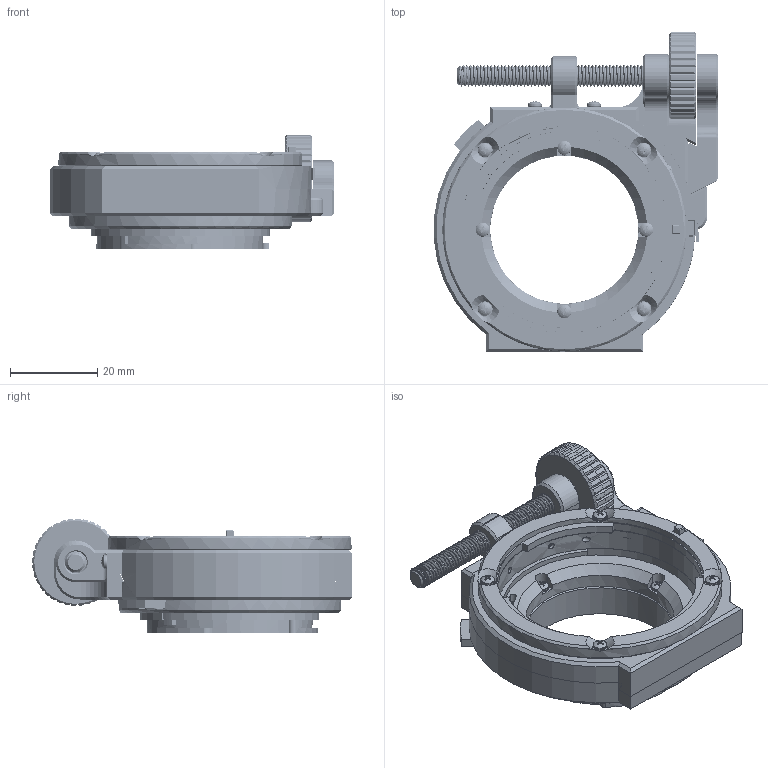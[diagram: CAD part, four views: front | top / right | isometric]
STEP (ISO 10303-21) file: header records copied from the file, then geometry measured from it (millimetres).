
FILE_DESCRIPTION(/* description */ (''),/* implementation_level */ '2;1');
FILE_NAME(/* name */ 'shiftAdapter_NIKF_PENF_assemblyMetric',/* time_stamp */ '2023-12-12T09:41:17-05:00',/* author */ ('George Moua'),/* organization */ ('Archive 663'),/* preprocessor_version */ 'ST-DEVELOPER v16.7',/* originating_system */ 'Solid Edge',/* authorisation */ 'Unknown');
FILE_SCHEMA (('AUTOMOTIVE_DESIGN {1 0 10303 214 3 1 1}'));
Products named in the file (15): shiftAdapter_PENF; shiftBaseMount_PENF; shiftBaseRotator_PENF; shiftBaseBottomPlate_PENF; shiftBaseBottomPlate_screwCap_PENF; shiftTopPlate_NIKF_PENF; shiftTopPlateShift_NIKF_PENF; mountBodyBase_pinLock_nikonF; mountBodyBase_pin_nikonF; mountBodyBase_flange_nikonF; shiftBaseScrewCap_Top_PENF; shiftBaseMountLock_Extended_PENF; M1.6_panHead_5mm; M5_hexHead_50mm; shiftBaseScrewCap_bottomMetric_PENF
Assembly tree (27 placements, depth 2):
  shiftAdapter_PENF
    shiftBaseMount_PENF
    shiftBaseRotator_PENF
    shiftBaseBottomPlate_PENF
    shiftBaseBottomPlate_screwCap_PENF
    shiftTopPlate_NIKF_PENF
    shiftTopPlateShift_NIKF_PENF
    mountBodyBase_pinLock_nikonF
    mountBodyBase_pin_nikonF
    mountBodyBase_flange_nikonF
    shiftBaseScrewCap_Top_PENF
    shiftBaseMountLock_Extended_PENF
    M1.6_panHead_5mm  x14
    M5_hexHead_50mm
    shiftBaseScrewCap_bottomMetric_PENF
Bounding box: 65.21 x 73.25 x 26.27 mm (x, y, z)
Volume: 28663.6 mm3; surface area: 26432.7 mm2
Topology: 42 solids, 42 shells, 1252 faces, 3289 edges, 2143 vertices
Faces by surface type: plane 761, cylinder 311, cone 92, bspline 37, torus 29, sphere 22
Full cylindrical faces by diameter (mm): 1.4 x15, 1.8 x13, 3.203 x14, 3.5 x3, 4.5 x1, 5 x1, 5.2 x1, 34 x2, 41.6 x1, 42 x1, 47 x1, 47.5 x1, 51 x1, 55.9 x1
Entity records: 43466 total; most frequent: CARTESIAN_POINT 22406, ORIENTED_EDGE 4320, DIRECTION 4166, EDGE_CURVE 2160, VERTEX_POINT 1442, AXIS2_PLACEMENT_3D 1431, LINE 1304, VECTOR 1304
